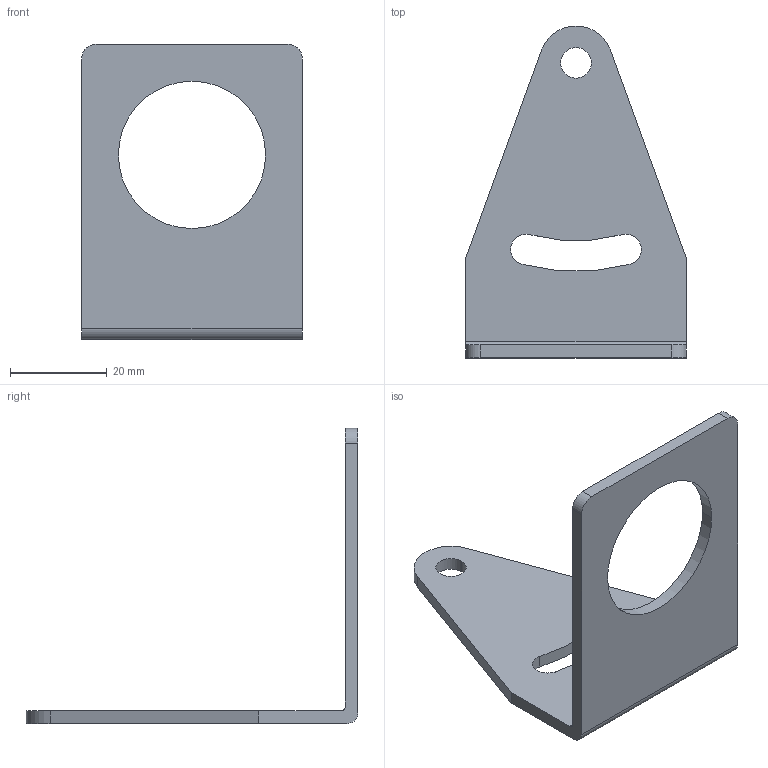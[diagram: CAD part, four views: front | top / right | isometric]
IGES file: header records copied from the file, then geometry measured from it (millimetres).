
Start section:  PTC IGES file: 141762.igs
Global section: file name: 141762.igs; native system: Pro/ENGINEER by Parametric Technology Corporation; preprocessor: 2006170; author: banengservice; organization: Unknown; date: 20080808.142140; units: inch
Bounding box: 45.72 x 68.71 x 61.09 mm (x, y, z)
Volume: 10697.4 mm3; surface area: 9298.7 mm2
Topology: 1 solids, 1 shells, 22 faces, 60 edges, 40 vertices
Faces by surface type: revolution 13, bspline 9
